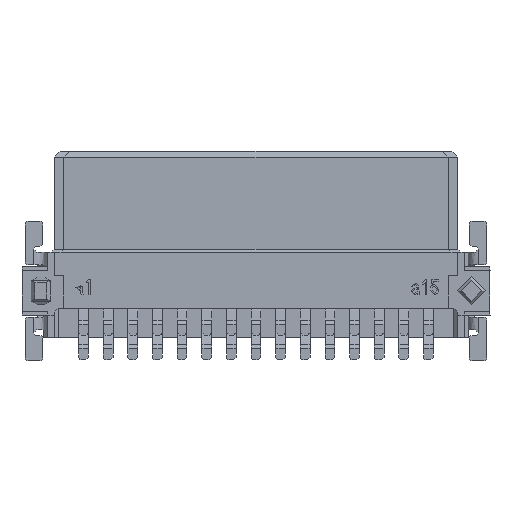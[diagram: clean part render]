
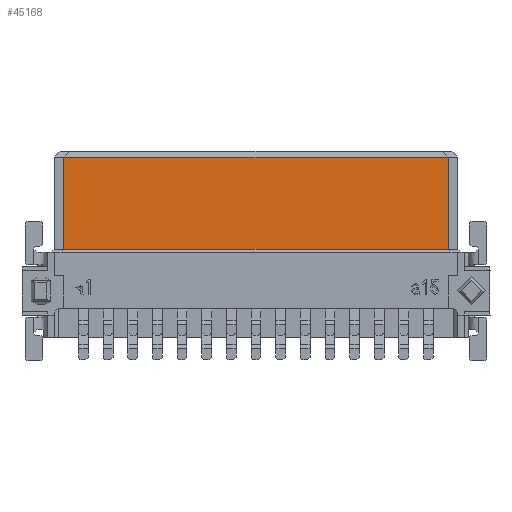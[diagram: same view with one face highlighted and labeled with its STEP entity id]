
A CAD part, front view. The second image highlights one B-rep face of the part: STEP entity #45168.
In plain terms, the highlighted planar face has unit normal (0, -1, 0).
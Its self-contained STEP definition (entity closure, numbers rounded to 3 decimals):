
#163=CARTESIAN_POINT('',(-9.265,-1.525,4.55));
#164=VERTEX_POINT('',#163);
#276=CARTESIAN_POINT('',(-9.265,-1.525,9.3));
#277=VERTEX_POINT('',#276);
#278=CARTESIAN_POINT('',(-9.265,-1.525,4.55));
#279=DIRECTION('',(0.,0.,1.));
#280=VECTOR('',#279,4.75);
#281=LINE('',#278,#280);
#282=EDGE_CURVE('',#164,#277,#281,.T.);
#15181=CARTESIAN_POINT('',(10.535,-1.525,4.55));
#15182=VERTEX_POINT('',#15181);
#15190=CARTESIAN_POINT('',(10.535,-1.525,4.55));
#15191=DIRECTION('',(-1.,0.,0.));
#15192=VECTOR('',#15191,19.8);
#15193=LINE('',#15190,#15192);
#15194=EDGE_CURVE('',#15182,#164,#15193,.T.);
#15230=CARTESIAN_POINT('',(10.535,-1.525,9.3));
#15231=VERTEX_POINT('',#15230);
#15232=CARTESIAN_POINT('',(-9.265,-1.525,9.3));
#15233=DIRECTION('',(1.,0.,0.));
#15234=VECTOR('',#15233,19.8);
#15235=LINE('',#15232,#15234);
#15236=EDGE_CURVE('',#277,#15231,#15235,.T.);
#21793=CARTESIAN_POINT('',(10.535,-1.525,9.3));
#21794=DIRECTION('',(0.,0.,-1.));
#21795=VECTOR('',#21794,4.75);
#21796=LINE('',#21793,#21795);
#21797=EDGE_CURVE('',#15231,#15182,#21796,.T.);
#45157=CARTESIAN_POINT('',(0.635,-1.525,6.925));
#45158=DIRECTION('',(1.,0.,0.));
#45159=DIRECTION('',(0.,-1.,0.));
#45160=AXIS2_PLACEMENT_3D('',#45157,#45159,#45158);
#45161=PLANE('',#45160);
#45162=ORIENTED_EDGE('',*,*,#282,.F.);
#45163=ORIENTED_EDGE('',*,*,#15194,.F.);
#45164=ORIENTED_EDGE('',*,*,#21797,.F.);
#45165=ORIENTED_EDGE('',*,*,#15236,.F.);
#45166=EDGE_LOOP('',(#45162,#45163,#45164,#45165));
#45167=FACE_OUTER_BOUND('',#45166,.T.);
#45168=ADVANCED_FACE('',(#45167),#45161,.T.);
